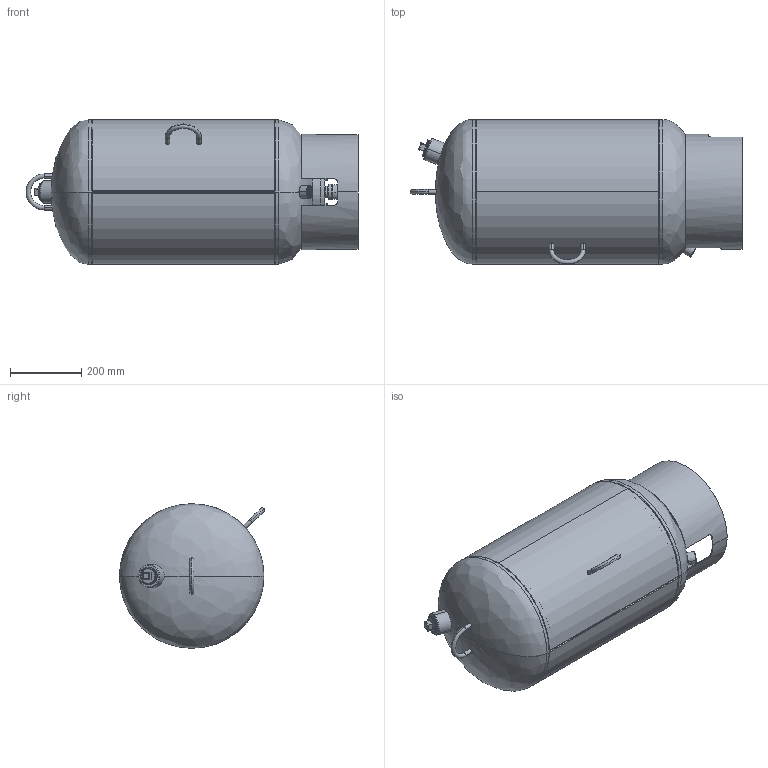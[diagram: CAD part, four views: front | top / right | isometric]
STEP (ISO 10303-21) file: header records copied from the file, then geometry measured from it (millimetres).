
FILE_DESCRIPTION (( 'STEP AP203' ), '1' );
FILE_NAME ('85-LBC (167A002).STEP', '2023-11-21T23:11:34', ( '' ), ( '' ), 'SwSTEP 2.0', 'SolidWorks 2022', '' );
FILE_SCHEMA (( 'CONFIG_CONTROL_DESIGN' ));
Length unit declared in the file: inch
Products named in the file (19): 117-1064; 167-015; 167-014; 9403-048; 9403-047; 167-001; 167-021; 167-018; 9403-134; 167-020; 9405-200_9405-200; 167-016; 117-893; 146X34; 179-013; 85-LBC (167A002); 167-002; 165-035; 9317-188
Assembly tree (22 placements, depth 4):
  85-LBC (167A002)
    167-014
      9317-188
      117-1064
        9403-047
        9403-134
      179-013
    167-001
      167-002
      179-013
    167-015
      167-016
      165-035
      9403-048
      167-021
    167-018
      117-893
      167-020
      146X34
    9405-200_9405-200  x4
Bounding box: 933.33 x 408 x 406.4 mm (x, y, z)
Volume: 3848429.7 mm3; surface area: 2600849.4 mm2
Topology: 17 solids, 17 shells, 566 faces, 1440 edges, 903 vertices
Faces by surface type: cylinder 338, cone 95, plane 88, bspline 31, torus 14
Entity records: 19909 total; most frequent: CARTESIAN_POINT 10031, ORIENTED_EDGE 1694, DIRECTION 1581, EDGE_CURVE 847, AXIS2_PLACEMENT_3D 634, VERTEX_POINT 528, EDGE_LOOP 387, FACE_OUTER_BOUND 354
